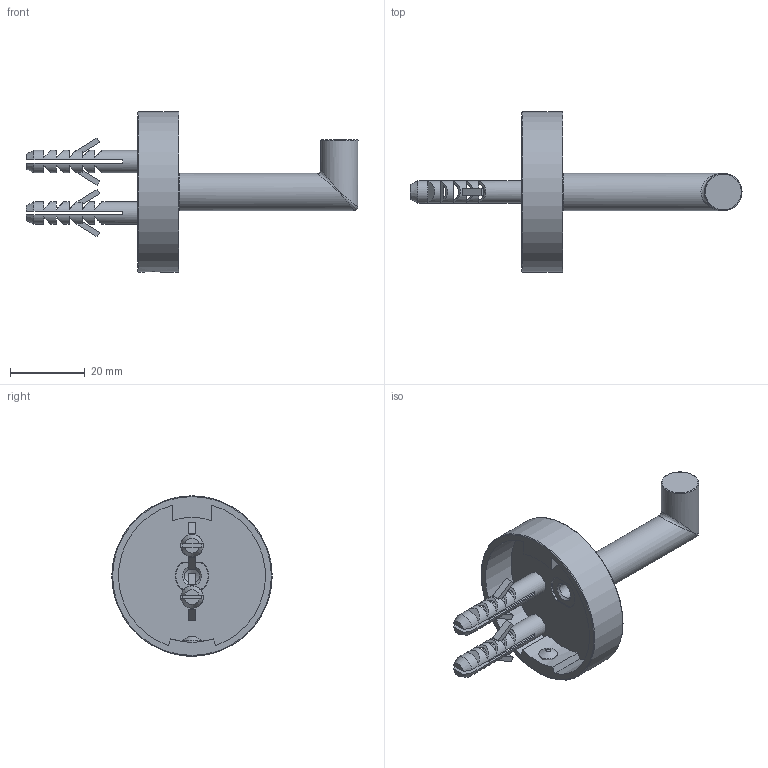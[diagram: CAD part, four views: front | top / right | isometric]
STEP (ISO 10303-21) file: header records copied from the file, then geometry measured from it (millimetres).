
FILE_DESCRIPTION(/* description */ ('Unknown','CAx-IF Rec.Pracs.---Representation and Presentation of Product Manufacturing Information (PMI)---4.0---2014-10-13','CAx-IF Rec.Pracs.---3D Tessellated Geometry---0.4---2014-09-14','2;1'),/* implementation_level */ '2;1');
FILE_NAME(/* name */ 'ARA03-00',/* time_stamp */ '2021-11-05T12:29:47+01:00',/* author */ ('Unknown'),/* organization */ ('Unknown'),/* preprocessor_version */ 'ST-DEVELOPER v16.7',/* originating_system */ 'DEX',/* authorisation */ $);
FILE_SCHEMA (('AP242_MANAGED_MODEL_BASED_3D_ENGINEERING_MIM_LF { 1 0 10303 442 1 1 4 }'));
Length unit declared in the file: millimetre
Products named in the file (7): ARA03-00; ARA03-002_oa_0; ARA03-01; ARA03-02; ARA03-001_oa_1; CBA01-06; CBA01-07
Assembly tree (7 placements, depth 3):
  ARA03-00
    ARA03-002_oa_0
      ARA03-01
      ARA03-02
    ARA03-001_oa_1
      CBA01-06  x2
      CBA01-07
Bounding box: 89 x 43 x 43 mm (x, y, z)
Volume: 9765.1 mm3; surface area: 9951.4 mm2
Topology: 5 solids, 5 shells, 147 faces, 440 edges, 287 vertices
Faces by surface type: plane 112, cylinder 18, cone 10, torus 4, bspline 3
Full cylindrical faces by diameter (mm): 4.134 x3, 5 x3, 6 x2, 10 x2, 43 x1
Entity records: 3504 total; most frequent: CARTESIAN_POINT 677, DIRECTION 506, ORIENTED_EDGE 446, EDGE_CURVE 223, AXIS2_PLACEMENT_3D 195, VERTEX_POINT 157, FACE_BOUND 144, EDGE_LOOP 142
